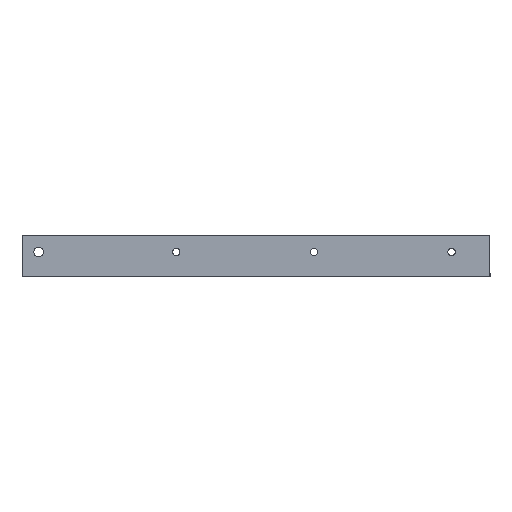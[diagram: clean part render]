
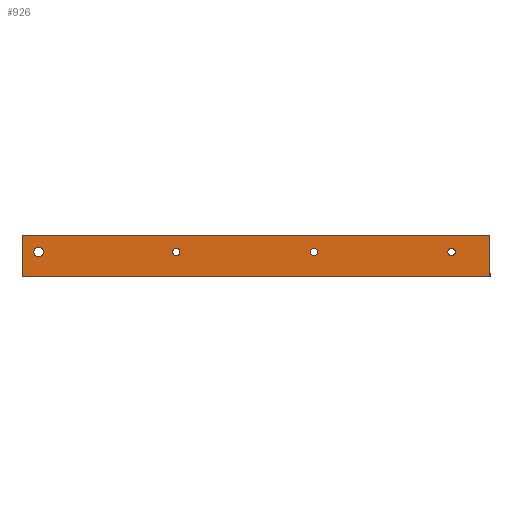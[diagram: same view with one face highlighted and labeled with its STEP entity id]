
A CAD part, left-side view. The second image highlights one B-rep face of the part: STEP entity #926.
In plain terms, the highlighted face is planar.
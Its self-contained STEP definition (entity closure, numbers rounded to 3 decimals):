
#6 = CARTESIAN_POINT ( 'NONE',  ( 0., 46.972, 15. ) ) ;
#16 = DIRECTION ( 'NONE',  ( 0., 0., -1. ) ) ;
#35 = CARTESIAN_POINT ( 'NONE',  ( 0., 110.95, 6.05 ) ) ;
#64 = CARTESIAN_POINT ( 'NONE',  ( 0., 110.95, 6.05 ) ) ;
#111 = ORIENTED_EDGE ( 'NONE', *, *, #526, .F. ) ;
#129 = EDGE_CURVE ( 'NONE', #1618, #2212, #179, .T. ) ;
#131 = CARTESIAN_POINT ( 'NONE',  ( 0., 160.95, 6.05 ) ) ;
#157 = VECTOR ( 'NONE', #264, 1000. ) ;
#168 = CIRCLE ( 'NONE', #186, 1.35 ) ;
#175 = ORIENTED_EDGE ( 'NONE', *, *, #2471, .F. ) ;
#177 = CARTESIAN_POINT ( 'NONE',  ( 0., 210.95, 6.05 ) ) ;
#179 = CIRCLE ( 'NONE', #2454, 1.75 ) ;
#186 = AXIS2_PLACEMENT_3D ( 'NONE', #1018, #2453, #16 ) ;
#192 = DIRECTION ( 'NONE',  ( 1., 0., 0. ) ) ;
#224 = DIRECTION ( 'NONE',  ( 0., 1., 0. ) ) ;
#264 = DIRECTION ( 'NONE',  ( 0., 0., 1. ) ) ;
#291 = ORIENTED_EDGE ( 'NONE', *, *, #1723, .F. ) ;
#309 = VERTEX_POINT ( 'NONE', #494 ) ;
#312 = ORIENTED_EDGE ( 'NONE', *, *, #779, .T. ) ;
#390 = LINE ( 'NONE', #888, #874 ) ;
#406 = AXIS2_PLACEMENT_3D ( 'NONE', #2225, #1430, #414 ) ;
#414 = DIRECTION ( 'NONE',  ( 0., 0., -1. ) ) ;
#427 = DIRECTION ( 'NONE',  ( 1., 0., 0. ) ) ;
#434 = CARTESIAN_POINT ( 'NONE',  ( 0., 210.95, 7.8 ) ) ;
#437 = CARTESIAN_POINT ( 'NONE',  ( 0., 46.972, 0. ) ) ;
#439 = EDGE_CURVE ( 'NONE', #650, #2619, #2278, .T. ) ;
#461 = AXIS2_PLACEMENT_3D ( 'NONE', #64, #472, #2263 ) ;
#472 = DIRECTION ( 'NONE',  ( 1., 0., 0. ) ) ;
#494 = CARTESIAN_POINT ( 'NONE',  ( 0., 216.972, 0. ) ) ;
#522 = DIRECTION ( 'NONE',  ( 1., 0., 0. ) ) ;
#526 = EDGE_CURVE ( 'NONE', #1166, #1802, #168, .T. ) ;
#533 = DIRECTION ( 'NONE',  ( 1., 0., 0. ) ) ;
#535 = ORIENTED_EDGE ( 'NONE', *, *, #1631, .T. ) ;
#549 = FACE_BOUND ( 'NONE', #1084, .T. ) ;
#553 = VERTEX_POINT ( 'NONE', #6 ) ;
#569 = CARTESIAN_POINT ( 'NONE',  ( 0., 210.95, 4.3 ) ) ;
#586 = CARTESIAN_POINT ( 'NONE',  ( 0., 60.95, 6.05 ) ) ;
#611 = FACE_BOUND ( 'NONE', #2092, .T. ) ;
#639 = EDGE_CURVE ( 'NONE', #1869, #1223, #1675, .T. ) ;
#650 = VERTEX_POINT ( 'NONE', #2474 ) ;
#652 = ORIENTED_EDGE ( 'NONE', *, *, #2158, .F. ) ;
#668 = LINE ( 'NONE', #1259, #157 ) ;
#676 = VECTOR ( 'NONE', #768, 1000. ) ;
#714 = ORIENTED_EDGE ( 'NONE', *, *, #969, .F. ) ;
#730 = LINE ( 'NONE', #437, #1745 ) ;
#735 = ORIENTED_EDGE ( 'NONE', *, *, #129, .F. ) ;
#744 = FACE_OUTER_BOUND ( 'NONE', #2477, .T. ) ;
#768 = DIRECTION ( 'NONE',  ( 0., 1., 0. ) ) ;
#779 = EDGE_CURVE ( 'NONE', #309, #1346, #390, .T. ) ;
#806 = EDGE_LOOP ( 'NONE', ( #291, #853 ) ) ;
#853 = ORIENTED_EDGE ( 'NONE', *, *, #639, .F. ) ;
#874 = VECTOR ( 'NONE', #1337, 1000. ) ;
#878 = AXIS2_PLACEMENT_3D ( 'NONE', #131, #2180, #1757 ) ;
#888 = CARTESIAN_POINT ( 'NONE',  ( 0., 216.972, 10. ) ) ;
#926 = ADVANCED_FACE ( 'NONE', ( #611, #549, #2613, #991, #744 ), #945, .T. ) ;
#945 = PLANE ( 'NONE',  #2036 ) ;
#954 = DIRECTION ( 'NONE',  ( 0., 1., 0. ) ) ;
#969 = EDGE_CURVE ( 'NONE', #553, #1346, #1890, .T. ) ;
#991 = FACE_BOUND ( 'NONE', #1138, .T. ) ;
#1013 = ORIENTED_EDGE ( 'NONE', *, *, #1221, .F. ) ;
#1014 = DIRECTION ( 'NONE',  ( 0., 0., -1. ) ) ;
#1018 = CARTESIAN_POINT ( 'NONE',  ( 0., 160.95, 6.05 ) ) ;
#1059 = CARTESIAN_POINT ( 'NONE',  ( 0., 210.95, 6.05 ) ) ;
#1084 = EDGE_LOOP ( 'NONE', ( #111, #2319 ) ) ;
#1134 = VERTEX_POINT ( 'NONE', #1852 ) ;
#1138 = EDGE_LOOP ( 'NONE', ( #652, #1791 ) ) ;
#1166 = VERTEX_POINT ( 'NONE', #2055 ) ;
#1221 = EDGE_CURVE ( 'NONE', #1134, #553, #668, .T. ) ;
#1223 = VERTEX_POINT ( 'NONE', #1904 ) ;
#1250 = DIRECTION ( 'NONE',  ( 1., 0., 0. ) ) ;
#1259 = CARTESIAN_POINT ( 'NONE',  ( 0., 46.972, 10. ) ) ;
#1283 = AXIS2_PLACEMENT_3D ( 'NONE', #586, #192, #1413 ) ;
#1337 = DIRECTION ( 'NONE',  ( 0., 0., 1. ) ) ;
#1346 = VERTEX_POINT ( 'NONE', #1349 ) ;
#1349 = CARTESIAN_POINT ( 'NONE',  ( 0., 216.972, 15. ) ) ;
#1413 = DIRECTION ( 'NONE',  ( 0., 0., -1. ) ) ;
#1430 = DIRECTION ( 'NONE',  ( 1., 0., 0. ) ) ;
#1477 = CARTESIAN_POINT ( 'NONE',  ( 0., 60.95, 4.7 ) ) ;
#1618 = VERTEX_POINT ( 'NONE', #569 ) ;
#1631 = EDGE_CURVE ( 'NONE', #1134, #309, #730, .T. ) ;
#1665 = AXIS2_PLACEMENT_3D ( 'NONE', #35, #427, #1014 ) ;
#1675 = CIRCLE ( 'NONE', #461, 1.35 ) ;
#1720 = CIRCLE ( 'NONE', #2401, 1.75 ) ;
#1723 = EDGE_CURVE ( 'NONE', #1223, #1869, #2107, .T. ) ;
#1745 = VECTOR ( 'NONE', #224, 1000. ) ;
#1757 = DIRECTION ( 'NONE',  ( 0., 0., -1. ) ) ;
#1774 = CARTESIAN_POINT ( 'NONE',  ( 0., 216.972, 10. ) ) ;
#1791 = ORIENTED_EDGE ( 'NONE', *, *, #439, .F. ) ;
#1802 = VERTEX_POINT ( 'NONE', #1888 ) ;
#1852 = CARTESIAN_POINT ( 'NONE',  ( 0., 46.972, 0. ) ) ;
#1854 = DIRECTION ( 'NONE',  ( 0., 0., -1. ) ) ;
#1869 = VERTEX_POINT ( 'NONE', #2113 ) ;
#1888 = CARTESIAN_POINT ( 'NONE',  ( 0., 160.95, 7.4 ) ) ;
#1890 = LINE ( 'NONE', #2231, #676 ) ;
#1904 = CARTESIAN_POINT ( 'NONE',  ( 0., 110.95, 4.7 ) ) ;
#2036 = AXIS2_PLACEMENT_3D ( 'NONE', #1774, #522, #954 ) ;
#2055 = CARTESIAN_POINT ( 'NONE',  ( 0., 160.95, 4.7 ) ) ;
#2084 = EDGE_CURVE ( 'NONE', #1802, #1166, #2349, .T. ) ;
#2092 = EDGE_LOOP ( 'NONE', ( #735, #175 ) ) ;
#2095 = CIRCLE ( 'NONE', #1283, 1.35 ) ;
#2107 = CIRCLE ( 'NONE', #1665, 1.35 ) ;
#2113 = CARTESIAN_POINT ( 'NONE',  ( 0., 110.95, 7.4 ) ) ;
#2158 = EDGE_CURVE ( 'NONE', #2619, #650, #2095, .T. ) ;
#2177 = DIRECTION ( 'NONE',  ( 0., 0., -1. ) ) ;
#2180 = DIRECTION ( 'NONE',  ( 1., 0., 0. ) ) ;
#2212 = VERTEX_POINT ( 'NONE', #434 ) ;
#2225 = CARTESIAN_POINT ( 'NONE',  ( 0., 60.95, 6.05 ) ) ;
#2231 = CARTESIAN_POINT ( 'NONE',  ( 0., 216.972, 15. ) ) ;
#2263 = DIRECTION ( 'NONE',  ( 0., 0., -1. ) ) ;
#2278 = CIRCLE ( 'NONE', #406, 1.35 ) ;
#2319 = ORIENTED_EDGE ( 'NONE', *, *, #2084, .F. ) ;
#2349 = CIRCLE ( 'NONE', #878, 1.35 ) ;
#2401 = AXIS2_PLACEMENT_3D ( 'NONE', #177, #533, #2177 ) ;
#2453 = DIRECTION ( 'NONE',  ( 1., 0., 0. ) ) ;
#2454 = AXIS2_PLACEMENT_3D ( 'NONE', #1059, #1250, #1854 ) ;
#2471 = EDGE_CURVE ( 'NONE', #2212, #1618, #1720, .T. ) ;
#2474 = CARTESIAN_POINT ( 'NONE',  ( 0., 60.95, 7.4 ) ) ;
#2477 = EDGE_LOOP ( 'NONE', ( #714, #1013, #535, #312 ) ) ;
#2613 = FACE_BOUND ( 'NONE', #806, .T. ) ;
#2619 = VERTEX_POINT ( 'NONE', #1477 ) ;
